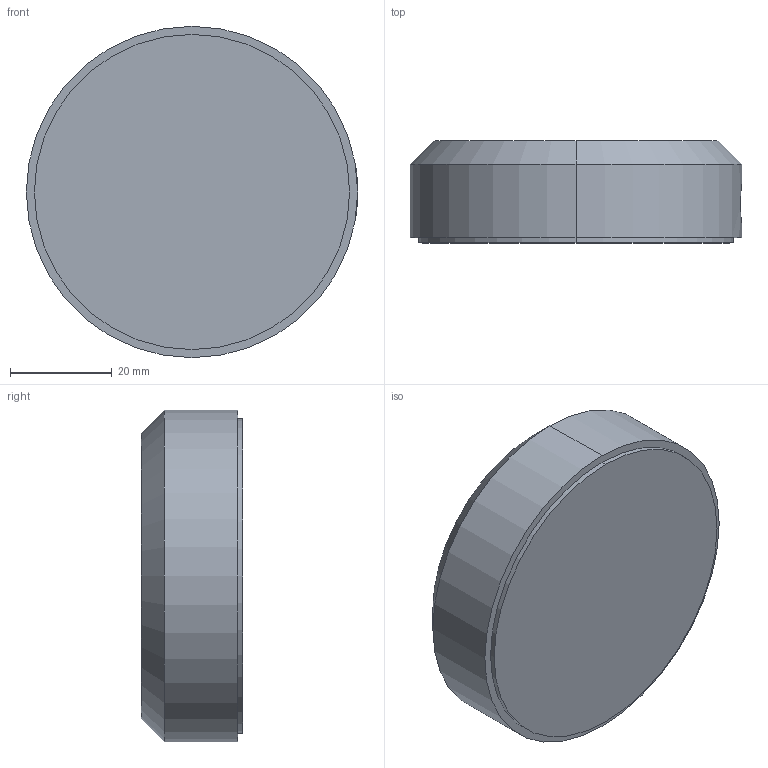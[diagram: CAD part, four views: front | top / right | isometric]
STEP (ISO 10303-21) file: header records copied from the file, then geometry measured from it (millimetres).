
FILE_DESCRIPTION (( 'STEP AP203' ), '1' );
FILE_NAME ('S106501_CustomerSTEP.STEP', '2017-09-13T19:41:30', ( '' ), ( '' ), 'SwSTEP 2.0', 'SolidWorks 2017', '' );
FILE_SCHEMA (( 'CONFIG_CONTROL_DESIGN' ));
Length unit declared in the file: inch
Products named in the file (1): S106501_CustomerSTEP
Bounding box: 65 x 19.99 x 65 mm (x, y, z)
Volume: 63132.8 mm3; surface area: 10634.6 mm2
Topology: 1 solids, 1 shells, 41 faces, 86 edges, 51 vertices
Faces by surface type: cylinder 22, plane 9, cone 8, torus 2
Entity records: 1207 total; most frequent: CARTESIAN_POINT 239, DIRECTION 210, ORIENTED_EDGE 160, AXIS2_PLACEMENT_3D 90, EDGE_CURVE 80, VERTEX_POINT 51, EDGE_LOOP 51, CIRCLE 48
